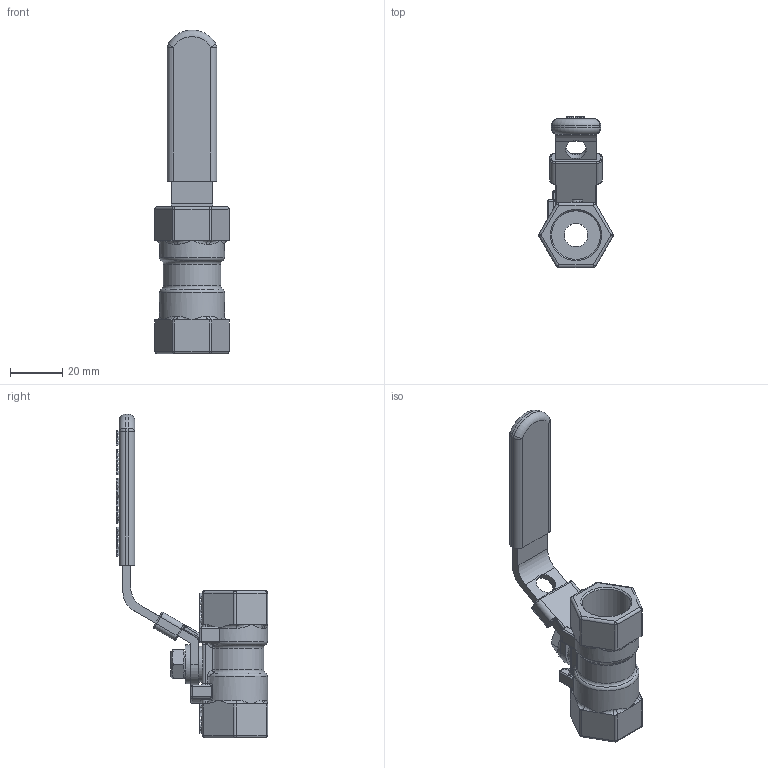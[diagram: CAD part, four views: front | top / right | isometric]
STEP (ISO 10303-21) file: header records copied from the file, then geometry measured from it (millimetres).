
FILE_DESCRIPTION(/* description */ ('708004'),/* implementation_level */ '2;1');
FILE_NAME(/* name */ '708004.stp',/* time_stamp */ '2015-06-18T10:21:13+02:00',/* author */ ('jmorand'),/* organization */ ('Sferaco'),/* preprocessor_version */ 'ST-DEVELOPER v15.6',/* originating_system */ 'Autodesk Inventor 2015',/* authorisation */ '');
FILE_SCHEMA (('AUTOMOTIVE_DESIGN { 1 0 10303 214 3 1 1 }'));
Length unit declared in the file: millimetre
Products named in the file (1): 708004_bd
Bounding box: 28.56 x 58 x 124.21 mm (x, y, z)
Volume: 28837.3 mm3; surface area: 15417.5 mm2
Topology: 1 solids, 3 shells, 1113 faces, 2921 edges, 1867 vertices
Faces by surface type: plane 481, bspline 412, cylinder 135, torus 48, sphere 28, cone 9
Full cylindrical faces by diameter (mm): 5.917 x1, 7 x1, 8 x2, 9 x1, 14 x1, 18.6 x1, 18.631 x2
Entity records: 40076 total; most frequent: CARTESIAN_POINT 14330, ORIENTED_EDGE 5766, DIRECTION 3811, EDGE_CURVE 2883, VERTEX_POINT 1861, LINE 1637, VECTOR 1637, EDGE_LOOP 1216
